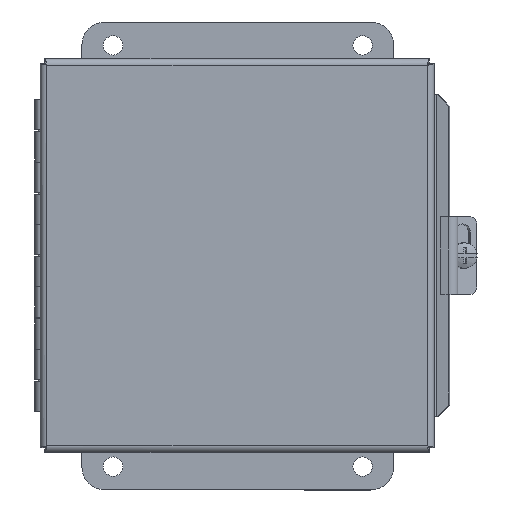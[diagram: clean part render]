
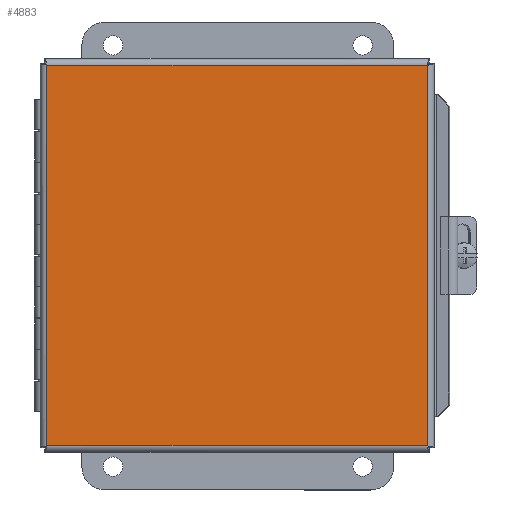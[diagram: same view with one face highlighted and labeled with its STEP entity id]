
A CAD part, top view. The second image highlights one B-rep face of the part: STEP entity #4883.
In plain terms, the highlighted face is planar.
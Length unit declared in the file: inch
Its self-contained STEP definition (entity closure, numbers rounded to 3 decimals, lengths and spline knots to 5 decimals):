
#267=PLANE('',#5218);
#653=LINE('',#7952,#1107);
#669=LINE('',#8054,#1123);
#683=LINE('',#8151,#1137);
#690=LINE('',#8234,#1144);
#1107=VECTOR('',#6090,6.102);
#1123=VECTOR('',#6120,6.102);
#1137=VECTOR('',#6148,6.102);
#1144=VECTOR('',#6165,6.102);
#1546=FACE_OUTER_BOUND('',#1873,.T.);
#1873=EDGE_LOOP('',(#3993,#3994,#3995,#3996));
#2349=VERTEX_POINT('',#7943);
#2350=VERTEX_POINT('',#7951);
#2361=VERTEX_POINT('',#8046);
#2369=VERTEX_POINT('',#8143);
#2882=EDGE_CURVE('',#2350,#2349,#653,.T.);
#2902=EDGE_CURVE('',#2349,#2361,#669,.T.);
#2920=EDGE_CURVE('',#2361,#2369,#683,.T.);
#2931=EDGE_CURVE('',#2369,#2350,#690,.T.);
#3993=ORIENTED_EDGE('',*,*,#2882,.T.);
#3994=ORIENTED_EDGE('',*,*,#2902,.T.);
#3995=ORIENTED_EDGE('',*,*,#2920,.T.);
#3996=ORIENTED_EDGE('',*,*,#2931,.T.);
#4883=ADVANCED_FACE('',(#1546),#267,.F.);
#5218=AXIS2_PLACEMENT_3D('',#8320,#6190,#6191);
#6090=DIRECTION('',(0.,-1.,0.));
#6120=DIRECTION('',(-1.,0.,0.));
#6148=DIRECTION('',(0.,1.,0.));
#6165=DIRECTION('',(1.,0.,0.));
#6190=DIRECTION('center_axis',(0.,0.,1.));
#6191=DIRECTION('ref_axis',(1.,0.,0.));
#7943=CARTESIAN_POINT('',(6.20725,0.10525,0.));
#7951=CARTESIAN_POINT('',(6.20725,6.20725,0.));
#7952=CARTESIAN_POINT('',(6.20725,4.68175,0.));
#8046=CARTESIAN_POINT('',(0.10525,0.10525,0.));
#8054=CARTESIAN_POINT('',(4.68175,0.10525,0.));
#8143=CARTESIAN_POINT('',(0.10525,6.20725,0.));
#8151=CARTESIAN_POINT('',(0.10525,1.63075,0.));
#8234=CARTESIAN_POINT('',(1.63075,6.20725,0.));
#8320=CARTESIAN_POINT('Origin',(3.15625,3.15625,0.));
